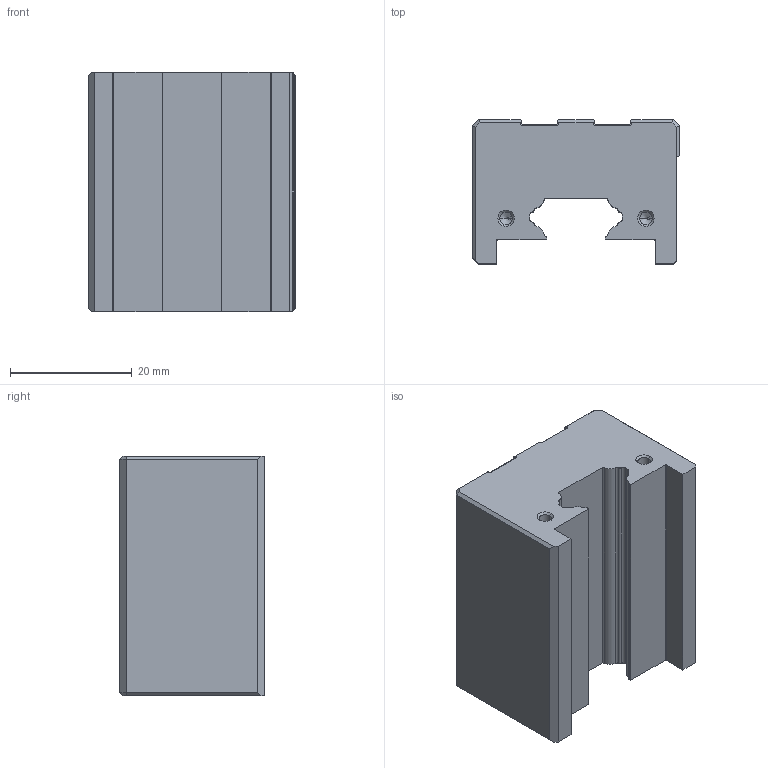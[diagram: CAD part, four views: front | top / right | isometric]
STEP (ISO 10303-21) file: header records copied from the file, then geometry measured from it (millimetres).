
FILE_DESCRIPTION (( 'STEP AP214' ), '1' );
FILE_NAME ('HGH15CA Block.STEP', '2018-04-02T05:42:28', ( '' ), ( '' ), 'SwSTEP 2.0', 'SolidWorks 2017', '' );
FILE_SCHEMA (( 'AUTOMOTIVE_DESIGN' ));
Length unit declared in the file: millimetre
Products named in the file (1): HGH15CA Block
Bounding box: 34 x 23.7 x 39.4 mm (x, y, z)
Volume: 23218.1 mm3; surface area: 7225.2 mm2
Topology: 1 solids, 1 shells, 150 faces, 388 edges, 232 vertices
Faces by surface type: cylinder 57, plane 53, cone 32, torus 8
Entity records: 5312 total; most frequent: DIRECTION 792, CARTESIAN_POINT 785, ORIENTED_EDGE 744, EDGE_CURVE 372, AXIS2_PLACEMENT_3D 279, LINE 234, VECTOR 234, VERTEX_POINT 232
